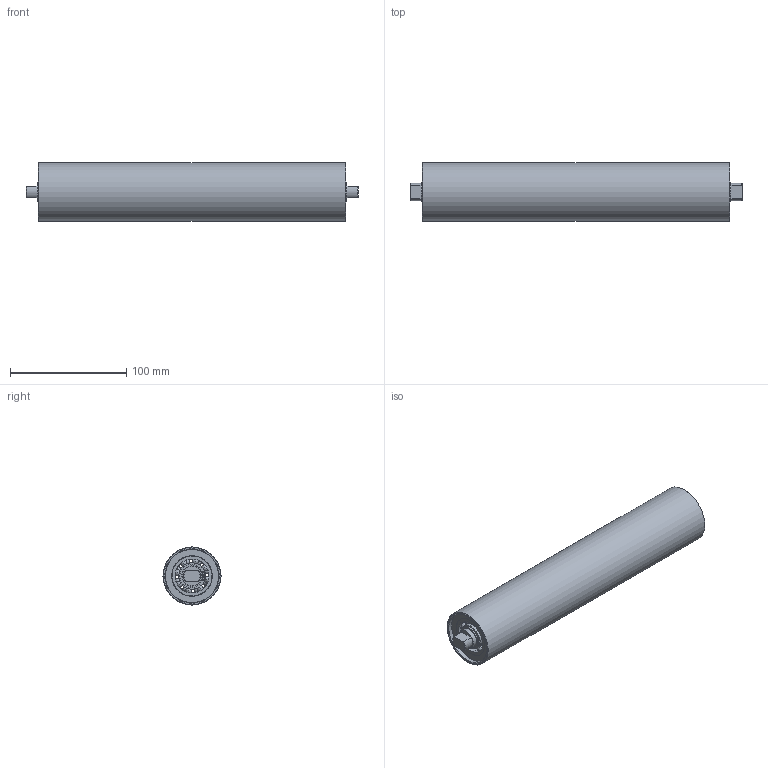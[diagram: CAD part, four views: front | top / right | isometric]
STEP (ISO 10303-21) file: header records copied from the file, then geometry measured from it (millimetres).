
FILE_DESCRIPTION(/* description */ (''),/* implementation_level */ '2;1');
FILE_NAME(/* name */ '904523.stp',/* time_stamp */ '2013-12-17T12:45:47+01:00',/* author */ ('AlutecKK'),/* organization */ (''),/* preprocessor_version */ 'ST-DEVELOPER v15.2',/* originating_system */ 'Autodesk Inventor 2014',/* authorisation */ '');
FILE_SCHEMA (('AUTOMOTIVE_DESIGN { 1 0 10303 214 3 1 1 }'));
Length unit declared in the file: millimetre
Products named in the file (6): 904522-1; 904523_hridel_001; 904522_trubka_001; Lozisko6003-2RS; DIN471_17x1; 904523
Bounding box: 286 x 50 x 50 mm (x, y, z)
Volume: 221229.1 mm3; surface area: 115425 mm2
Topology: 8 solids, 8 shells, 153 faces, 457 edges, 302 vertices
Faces by surface type: plane 46, cylinder 43, torus 40, sphere 16, cone 8
Full cylindrical faces by diameter (mm): 1.7 x4, 16.2 x2, 17 x5, 22.76 x4, 29 x2, 29.24 x4, 35 x4, 43 x1, 46 x4, 50 x1
Entity records: 3635 total; most frequent: CARTESIAN_POINT 1331, DIRECTION 448, ORIENTED_EDGE 412, EDGE_CURVE 206, AXIS2_PLACEMENT_3D 205, EDGE_LOOP 152, VERTEX_POINT 152, CIRCLE 96
